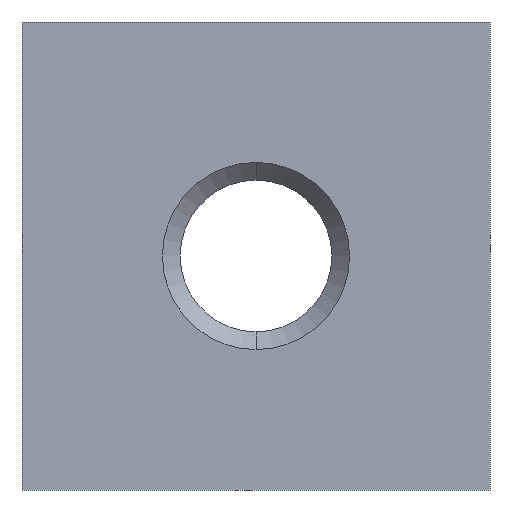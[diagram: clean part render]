
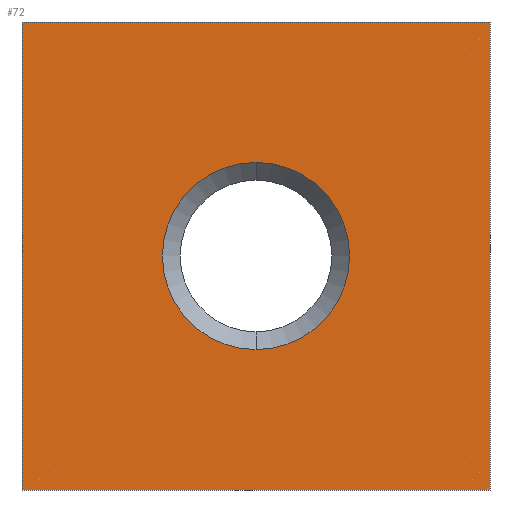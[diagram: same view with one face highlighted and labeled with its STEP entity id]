
A CAD part, front view. The second image highlights one B-rep face of the part: STEP entity #72.
In plain terms, the highlighted planar face has unit normal (0, -1, 0).
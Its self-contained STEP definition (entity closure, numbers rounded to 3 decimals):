
#8 = CARTESIAN_POINT ( 'NONE',  ( -5., -3.3, 5. ) ) ;
#13 = DIRECTION ( 'NONE',  ( 0., 1., 0. ) ) ;
#20 = CARTESIAN_POINT ( 'NONE',  ( -5., -3.3, -5. ) ) ;
#28 = ORIENTED_EDGE ( 'NONE', *, *, #367, .T. ) ;
#34 = EDGE_CURVE ( 'NONE', #249, #169, #267, .T. ) ;
#37 = CARTESIAN_POINT ( 'NONE',  ( 0., -3.3, 0. ) ) ;
#38 = ORIENTED_EDGE ( 'NONE', *, *, #147, .F. ) ;
#49 = AXIS2_PLACEMENT_3D ( 'NONE', #37, #177, #146 ) ;
#51 = CARTESIAN_POINT ( 'NONE',  ( 5., -3.3, -5. ) ) ;
#72 = ADVANCED_FACE ( 'PLANAR_0', ( #220, #121 ), #420, .F. ) ;
#83 = DIRECTION ( 'NONE',  ( -1., 0., 0. ) ) ;
#90 = DIRECTION ( 'NONE',  ( 0., 0., 1. ) ) ;
#94 = VERTEX_POINT ( 'NONE', #20 ) ;
#99 = ORIENTED_EDGE ( 'NONE', *, *, #353, .F. ) ;
#101 = CARTESIAN_POINT ( 'NONE',  ( 5., -3.3, 5. ) ) ;
#104 = VECTOR ( 'NONE', #83, 1000. ) ;
#109 = DIRECTION ( 'NONE',  ( 0., 1., 0. ) ) ;
#121 = FACE_BOUND ( 'NONE', #346, .T. ) ;
#144 = CARTESIAN_POINT ( 'NONE',  ( -5., -3.3, 5. ) ) ;
#146 = DIRECTION ( 'NONE',  ( 0., 0., 1. ) ) ;
#147 = EDGE_CURVE ( 'NONE', #238, #94, #354, .T. ) ;
#153 = LINE ( 'NONE', #423, #170 ) ;
#155 = CARTESIAN_POINT ( 'NONE',  ( -5., -3.3, 5. ) ) ;
#156 = ORIENTED_EDGE ( 'NONE', *, *, #159, .F. ) ;
#159 = EDGE_CURVE ( 'NONE', #94, #311, #153, .T. ) ;
#162 = CARTESIAN_POINT ( 'NONE',  ( 5., -3.3, -5. ) ) ;
#165 = EDGE_LOOP ( 'NONE', ( #156, #38, #292, #99 ) ) ;
#169 = VERTEX_POINT ( 'NONE', #265 ) ;
#170 = VECTOR ( 'NONE', #90, 1000. ) ;
#174 = LINE ( 'NONE', #144, #208 ) ;
#177 = DIRECTION ( 'NONE',  ( 0., 1., 0. ) ) ;
#179 = AXIS2_PLACEMENT_3D ( 'NONE', #155, #13, #286 ) ;
#208 = VECTOR ( 'NONE', #340, 1000. ) ;
#220 = FACE_OUTER_BOUND ( 'NONE', #165, .T. ) ;
#234 = CARTESIAN_POINT ( 'NONE',  ( 0., -3.3, 2. ) ) ;
#236 = AXIS2_PLACEMENT_3D ( 'NONE', #377, #109, #304 ) ;
#238 = VERTEX_POINT ( 'NONE', #162 ) ;
#249 = VERTEX_POINT ( 'NONE', #234 ) ;
#253 = EDGE_CURVE ( 'NONE', #339, #238, #428, .T. ) ;
#265 = CARTESIAN_POINT ( 'NONE',  ( 0., -3.3, -2. ) ) ;
#267 = CIRCLE ( 'NONE', #236, 2. ) ;
#278 = VECTOR ( 'NONE', #401, 1000. ) ;
#286 = DIRECTION ( 'NONE',  ( 0., 0., 1. ) ) ;
#292 = ORIENTED_EDGE ( 'NONE', *, *, #253, .F. ) ;
#304 = DIRECTION ( 'NONE',  ( 0., 0., 1. ) ) ;
#311 = VERTEX_POINT ( 'NONE', #8 ) ;
#322 = ORIENTED_EDGE ( 'NONE', *, *, #34, .T. ) ;
#339 = VERTEX_POINT ( 'NONE', #378 ) ;
#340 = DIRECTION ( 'NONE',  ( 1., 0., 0. ) ) ;
#346 = EDGE_LOOP ( 'NONE', ( #28, #322 ) ) ;
#353 = EDGE_CURVE ( 'NONE', #311, #339, #174, .T. ) ;
#354 = LINE ( 'NONE', #51, #104 ) ;
#367 = EDGE_CURVE ( 'NONE', #169, #249, #389, .T. ) ;
#377 = CARTESIAN_POINT ( 'NONE',  ( 0., -3.3, 0. ) ) ;
#378 = CARTESIAN_POINT ( 'NONE',  ( 5., -3.3, 5. ) ) ;
#389 = CIRCLE ( 'NONE', #49, 2. ) ;
#401 = DIRECTION ( 'NONE',  ( 0., 0., -1. ) ) ;
#420 = PLANE ( 'NONE',  #179 ) ;
#423 = CARTESIAN_POINT ( 'NONE',  ( -5., -3.3, -5. ) ) ;
#428 = LINE ( 'NONE', #101, #278 ) ;
